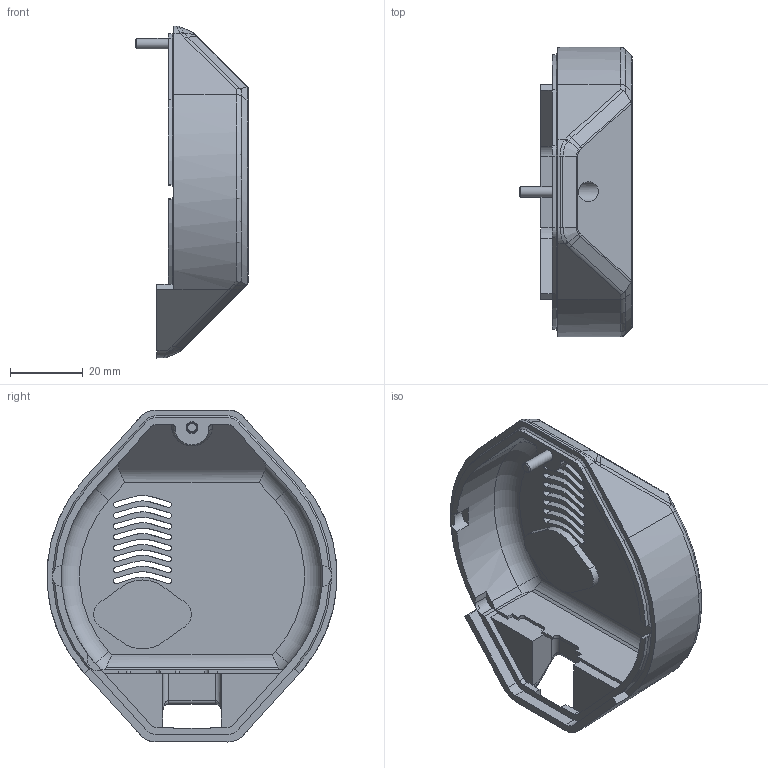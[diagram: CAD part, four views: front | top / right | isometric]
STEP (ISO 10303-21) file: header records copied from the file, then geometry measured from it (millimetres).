
FILE_DESCRIPTION(/* description */ (''),/* implementation_level */ '2;1');
FILE_NAME(/* name */ 'Motor Mount - Top Cover.step',/* time_stamp */ '2025-11-18T15:59:54+01:00',/* author */ (''),/* organization */ (''),/* preprocessor_version */ 'ST-DEVELOPER v20.1',/* originating_system */ 'Autodesk Translation Framework v14.21.0.0',/* authorisation */ '');
FILE_SCHEMA (('AUTOMOTIVE_DESIGN { 1 0 10303 214 3 1 1 }'));
Length unit declared in the file: millimetre
Products named in the file (3): topcover; BSHCS ANSI B18.3.1M - M3x0.5 x 12 Steel Grade 2 Plain; ledCover
Assembly tree (2 placements, depth 2):
  topcover
    BSHCS ANSI B18.3.1M - M3x0.5 x 12 Steel Grade 2 Plain
    ledCover
Bounding box: 31 x 79.93 x 91.57 mm (x, y, z)
Volume: 32163.5 mm3; surface area: 22201.3 mm2
Topology: 17 solids, 17 shells, 637 faces, 1654 edges, 1071 vertices
Faces by surface type: plane 371, bspline 153, cylinder 95, cone 9, torus 7, sphere 2
Full cylindrical faces by diameter (mm): 2.927 x1, 3.3 x1, 5.5 x2, 15 x2
Entity records: 21654 total; most frequent: CARTESIAN_POINT 6782, ORIENTED_EDGE 3308, DIRECTION 2580, EDGE_CURVE 1654, LINE 1120, VECTOR 1120, VERTEX_POINT 1071, AXIS2_PLACEMENT_3D 730
